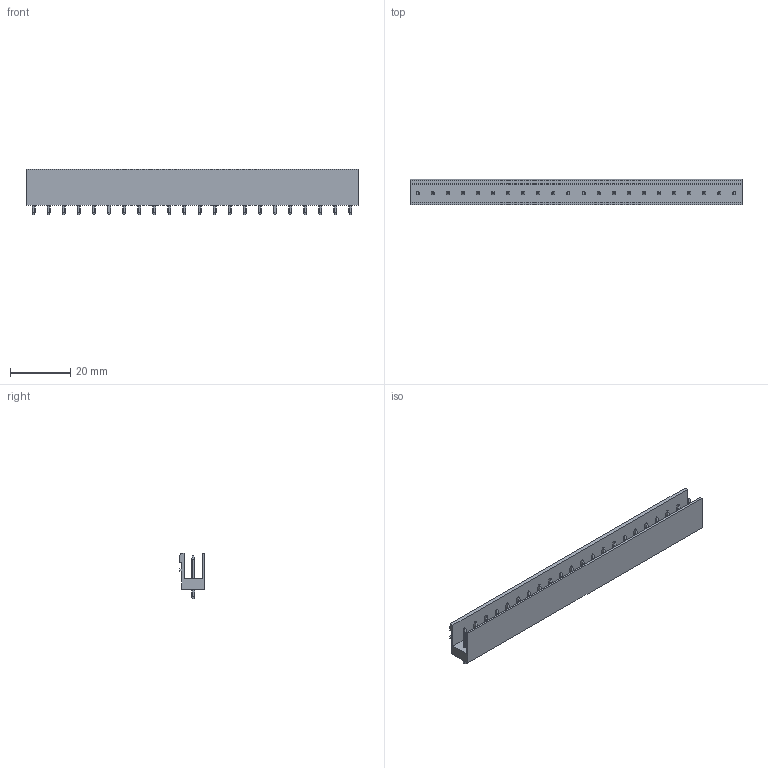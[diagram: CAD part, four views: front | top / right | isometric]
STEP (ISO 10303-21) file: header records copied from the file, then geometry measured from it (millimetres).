
FILE_DESCRIPTION(('CATIA V5 STEP Exchange','CAx-IF Rec.Pracs.--- Model Styling and Organization---1.2---2011-12-15'),'2;1');
FILE_NAME ('D1452956_0_1581520000_1581520000.stp','2018-10-12T07:33:23+00:00',('none'),('Weidmueller'),'CATIA Version 5-6 Release 2014','CATIA V5 STEP AP214','none');
FILE_SCHEMA(('AUTOMOTIVE_DESIGN { 1 0 10303 214 1 1 1 1 }'));
Length unit declared in the file: millimetre
Products named in the file (1): 1581520000
Bounding box: 110 x 8.43 x 15.2 mm (x, y, z)
Volume: 4842.4 mm3; surface area: 7904.6 mm2
Topology: 23 solids, 23 shells, 591 faces, 1635 edges, 1090 vertices
Faces by surface type: plane 413, cylinder 178
Entity records: 17709 total; most frequent: CARTESIAN_POINT 4382, ORIENTED_EDGE 3270, DIRECTION 1867, EDGE_CURVE 1635, VECTOR 1103, LINE 1103, VERTEX_POINT 1090, EDGE_LOOP 635
